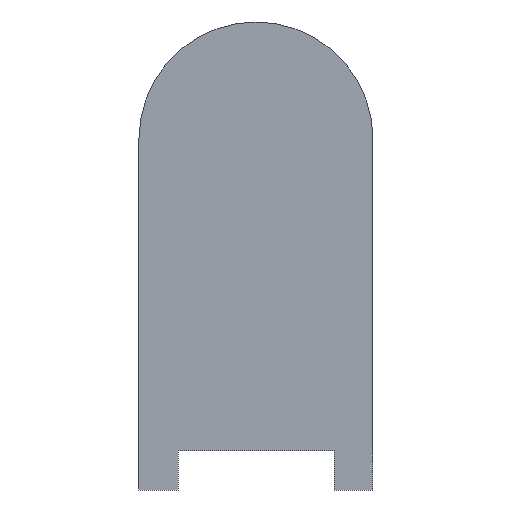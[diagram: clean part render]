
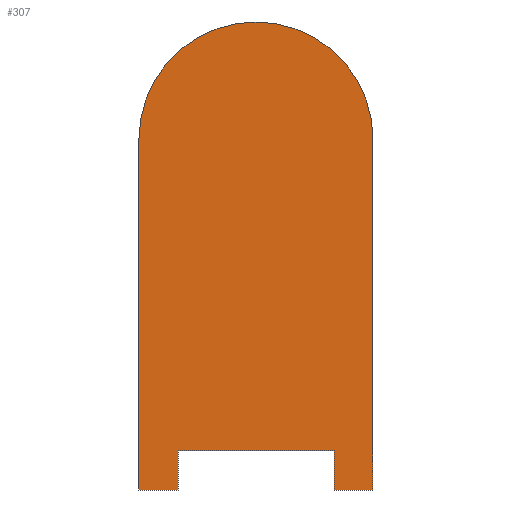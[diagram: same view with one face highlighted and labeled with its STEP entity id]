
A CAD part, front view. The second image highlights one B-rep face of the part: STEP entity #307.
In plain terms, the highlighted planar face has unit normal (0, -1, 0).
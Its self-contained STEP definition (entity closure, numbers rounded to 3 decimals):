
#22=PLANE('',#351);
#39=FACE_OUTER_BOUND('',#59,.T.);
#59=EDGE_LOOP('',(#235,#236,#237,#238,#239,#240,#241,#242));
#75=LINE('',#495,#101);
#76=LINE('',#497,#102);
#77=LINE('',#499,#103);
#78=LINE('',#501,#104);
#79=LINE('',#503,#105);
#80=LINE('',#505,#106);
#81=LINE('',#507,#107);
#101=VECTOR('',#411,10.);
#102=VECTOR('',#412,10.);
#103=VECTOR('',#413,10.);
#104=VECTOR('',#414,10.);
#105=VECTOR('',#415,10.);
#106=VECTOR('',#416,10.);
#107=VECTOR('',#417,10.);
#135=CIRCLE('',#352,3.);
#149=VERTEX_POINT('',#493);
#150=VERTEX_POINT('',#494);
#151=VERTEX_POINT('',#496);
#152=VERTEX_POINT('',#498);
#153=VERTEX_POINT('',#500);
#154=VERTEX_POINT('',#502);
#155=VERTEX_POINT('',#504);
#156=VERTEX_POINT('',#506);
#181=EDGE_CURVE('',#149,#150,#75,.T.);
#182=EDGE_CURVE('',#150,#151,#76,.T.);
#183=EDGE_CURVE('',#151,#152,#77,.T.);
#184=EDGE_CURVE('',#152,#153,#78,.T.);
#185=EDGE_CURVE('',#153,#154,#79,.T.);
#186=EDGE_CURVE('',#154,#155,#80,.T.);
#187=EDGE_CURVE('',#155,#156,#81,.T.);
#188=EDGE_CURVE('',#156,#149,#135,.T.);
#235=ORIENTED_EDGE('',*,*,#181,.T.);
#236=ORIENTED_EDGE('',*,*,#182,.T.);
#237=ORIENTED_EDGE('',*,*,#183,.T.);
#238=ORIENTED_EDGE('',*,*,#184,.T.);
#239=ORIENTED_EDGE('',*,*,#185,.T.);
#240=ORIENTED_EDGE('',*,*,#186,.T.);
#241=ORIENTED_EDGE('',*,*,#187,.T.);
#242=ORIENTED_EDGE('',*,*,#188,.T.);
#307=ADVANCED_FACE('',(#39),#22,.F.);
#351=AXIS2_PLACEMENT_3D('',#492,#409,#410);
#352=AXIS2_PLACEMENT_3D('',#508,#418,#419);
#409=DIRECTION('center_axis',(0.,1.,0.));
#410=DIRECTION('ref_axis',(1.,0.,0.));
#411=DIRECTION('',(0.,0.,-1.));
#412=DIRECTION('',(1.,0.,0.));
#413=DIRECTION('',(0.,0.,1.));
#414=DIRECTION('',(1.,0.,0.));
#415=DIRECTION('',(0.,0.,-1.));
#416=DIRECTION('',(1.,0.,0.));
#417=DIRECTION('',(0.,0.,1.));
#418=DIRECTION('center_axis',(0.,-1.,0.));
#419=DIRECTION('ref_axis',(-0.999,0.,-0.042));
#492=CARTESIAN_POINT('Origin',(0.,-0.5,5.5));
#493=CARTESIAN_POINT('',(-3.,-0.5,8.));
#494=CARTESIAN_POINT('',(-3.,-0.5,-1.));
#495=CARTESIAN_POINT('',(-3.,-0.5,0.));
#496=CARTESIAN_POINT('',(-2.,-0.5,-1.));
#497=CARTESIAN_POINT('',(-2.,-0.5,-1.));
#498=CARTESIAN_POINT('',(-2.,-0.5,0.));
#499=CARTESIAN_POINT('',(-2.,-0.5,0.));
#500=CARTESIAN_POINT('',(2.,-0.5,0.));
#501=CARTESIAN_POINT('',(3.,-0.5,0.));
#502=CARTESIAN_POINT('',(2.,-0.5,-1.));
#503=CARTESIAN_POINT('',(2.,-0.5,0.));
#504=CARTESIAN_POINT('',(3.,-0.5,-1.));
#505=CARTESIAN_POINT('',(2.,-0.5,-1.));
#506=CARTESIAN_POINT('',(3.,-0.5,8.));
#507=CARTESIAN_POINT('',(3.,-0.5,11.));
#508=CARTESIAN_POINT('Origin',(0.,-0.5,8.));
